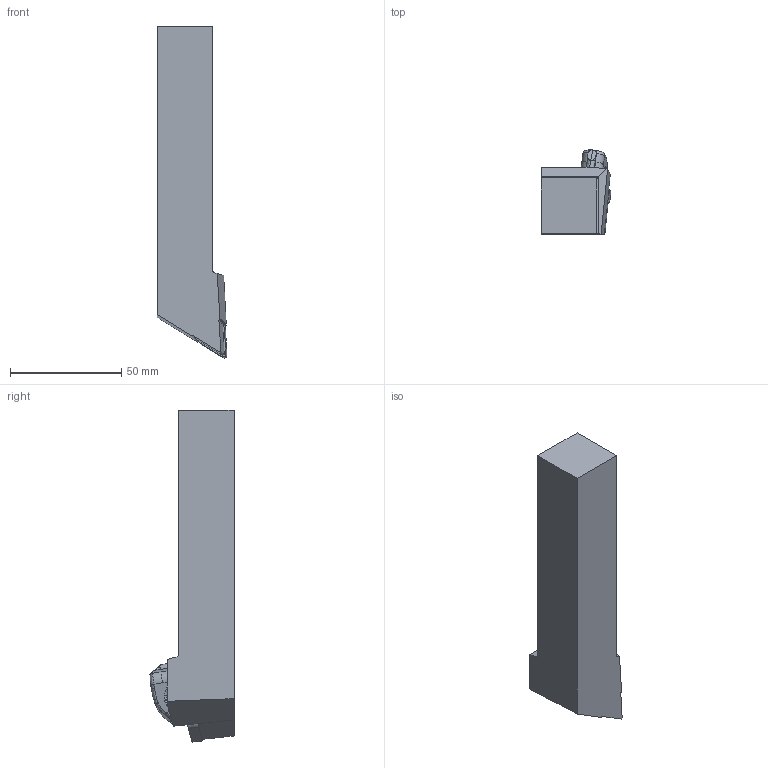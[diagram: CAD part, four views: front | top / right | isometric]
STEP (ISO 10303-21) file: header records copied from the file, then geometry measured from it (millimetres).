
FILE_DESCRIPTION(/* description */ ('Alibre Inc.'),/* implementation_level */ '2;1');
FILE_NAME(/* name */ 'export-32D5D965-6FC0-4CC4-B1B6-5AD16BEC888E',/* time_stamp */ '2025-03-29T21:49:47+08:00',/* author */ (''),/* organization */ (''),/* preprocessor_version */ 'ST-DEVELOPER v17',/* originating_system */ 'Alibre',/* authorisation */ '');
FILE_SCHEMA (('CONFIG_CONTROL_DESIGN'));
Length unit declared in the file: millimetre
Products named in the file (1): DDJNR 2525M-15 
Bounding box: 31.3 x 37.76 x 149 mm (x, y, z)
Volume: 93258.2 mm3; surface area: 17056.8 mm2
Topology: 1 solids, 1 shells, 212 faces, 549 edges, 336 vertices
Faces by surface type: bspline 117, plane 62, cylinder 27, torus 4, cone 2
Entity records: 10926 total; most frequent: CARTESIAN_POINT 6891, ORIENTED_EDGE 1090, EDGE_CURVE 545, B_SPLINE_CURVE_WITH_KNOTS 378, VERTEX_POINT 336, DIRECTION 314, EDGE_LOOP 213, FACE_BOUND 213
